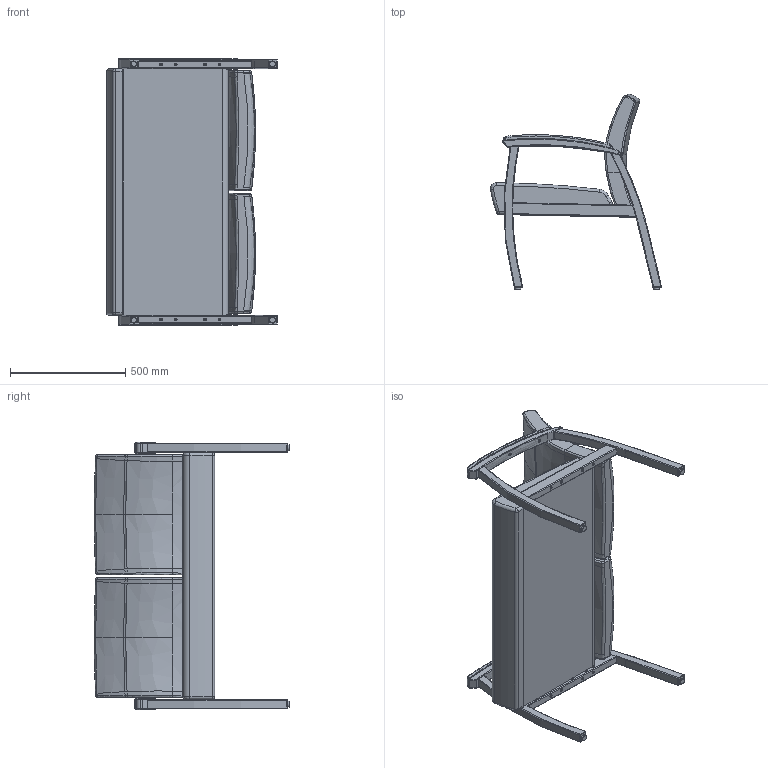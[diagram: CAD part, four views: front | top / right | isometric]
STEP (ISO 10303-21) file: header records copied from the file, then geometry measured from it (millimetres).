
FILE_DESCRIPTION(/* description */ (''),/* implementation_level */ '2;1');
FILE_NAME(/* name */ 'KOW20U.stp',/* time_stamp */ '2017-01-09T10:28:39-05:00',/* author */ ('emerkel'),/* organization */ (''),/* preprocessor_version */ 'ST-DEVELOPER v16.5',/* originating_system */ 'Autodesk Inventor 2017',/* authorisation */ '');
FILE_SCHEMA (('AUTOMOTIVE_DESIGN { 1 0 10303 214 3 1 1 }'));
Products named in the file (13): KOW20U; KOW10-1 ARML; KOW10-1 ARML_1; KOW10-1 ARMR; KOW10 ARM TOP; KOW10 ARMR CENTER RAIL RIGHT; KOW10-1 ARMR FRONT RAIL; KOW10-1 ARMR BACK RAIL; SK142020HD INSERT NUT; GLD WHT 5-16; KOT10 BACK NEW; KOT20 USEAT; CM10B-1 MAC BLK (ADJUSTED TO KOW10)
Assembly tree (30 placements, depth 3):
  KOW20U
    KOW10-1 ARML
      GLD WHT 5-16  x2
      KOW10-1 ARML_1
    KOW10-1 ARMR
      KOW10 ARM TOP
      KOW10 ARMR CENTER RAIL RIGHT
      KOW10-1 ARMR FRONT RAIL
      KOW10-1 ARMR BACK RAIL
      SK142020HD INSERT NUT  x14
      GLD WHT 5-16  x2
    KOT10 BACK NEW  x2
    KOT20 USEAT
    CM10B-1 MAC BLK (ADJUSTED TO KOW10)  x2
Bounding box: 742.95 x 850.15 x 1164.59 mm (x, y, z)
Volume: 112031579.6 mm3; surface area: 3728257.2 mm2
Topology: 45 solids, 45 shells, 1505 faces, 3547 edges, 2188 vertices
Faces by surface type: plane 599, cylinder 505, bspline 271, torus 110, sphere 16, cone 4
Full cylindrical faces by diameter (mm): 6.35 x28, 7.144 x4, 7.938 x22, 8.733 x4, 9.5 x224, 9.922 x8, 11.906 x4, 12.7 x6, 14.287 x4, 25.4 x4
Entity records: 51313 total; most frequent: CARTESIAN_POINT 31237, DIRECTION 4116, ORIENTED_EDGE 3746, EDGE_CURVE 1873, AXIS2_PLACEMENT_3D 1680, VERTEX_POINT 1179, EDGE_LOOP 1076, FACE_OUTER_BOUND 893
